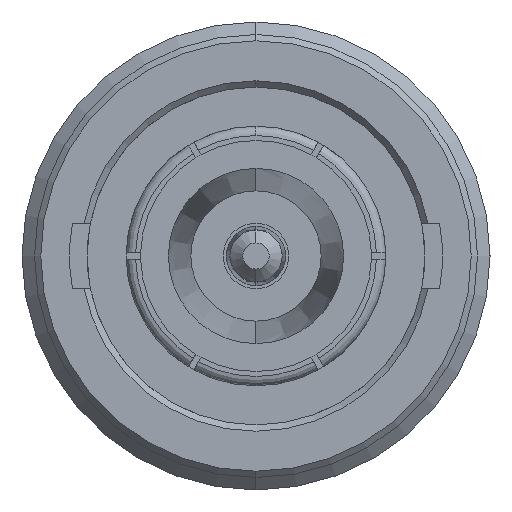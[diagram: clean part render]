
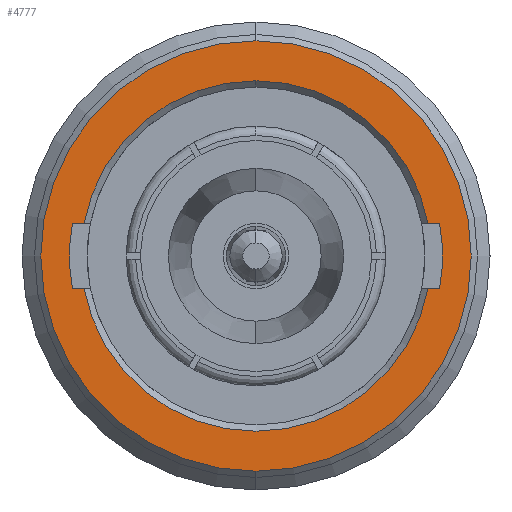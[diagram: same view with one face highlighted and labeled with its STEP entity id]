
A CAD part, left-side view. The second image highlights one B-rep face of the part: STEP entity #4777.
In plain terms, the highlighted face is planar.
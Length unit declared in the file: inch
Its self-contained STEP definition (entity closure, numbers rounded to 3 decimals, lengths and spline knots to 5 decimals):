
#11 = DIRECTION ( 'NONE',  ( 0., 0., 1. ) ) ;
#82 = DIRECTION ( 'NONE',  ( 0., 0., 1. ) ) ;
#290 = AXIS2_PLACEMENT_3D ( 'NONE', #2705, #82, #783 ) ;
#297 = CARTESIAN_POINT ( 'NONE',  ( 0., 0., 0. ) ) ;
#305 = DIRECTION ( 'NONE',  ( 0., 0., -1. ) ) ;
#404 = VERTEX_POINT ( 'NONE', #3130 ) ;
#425 = AXIS2_PLACEMENT_3D ( 'NONE', #3384, #305, #2187 ) ;
#436 = CARTESIAN_POINT ( 'NONE',  ( 0., 0., 0. ) ) ;
#460 = DIRECTION ( 'NONE',  ( 1., 0., 0. ) ) ;
#617 = CARTESIAN_POINT ( 'NONE',  ( -0.0525, -0.27503, 0. ) ) ;
#783 = DIRECTION ( 'NONE',  ( 1., 0., 0. ) ) ;
#860 = VECTOR ( 'NONE', #3697, 39.37008 ) ;
#895 = EDGE_CURVE ( 'NONE', #2309, #1355, #2603, .T. ) ;
#939 = CARTESIAN_POINT ( 'NONE',  ( 0.0525, -0.29334, 0. ) ) ;
#1014 = EDGE_CURVE ( 'NONE', #4546, #3279, #2707, .T. ) ;
#1027 = ORIENTED_EDGE ( 'NONE', *, *, #895, .T. ) ;
#1212 = CARTESIAN_POINT ( 'NONE',  ( -0.0525, 0.29334, 0. ) ) ;
#1234 = EDGE_CURVE ( 'NONE', #2309, #2410, #3484, .T. ) ;
#1310 = DIRECTION ( 'NONE',  ( 0., 0., -1. ) ) ;
#1347 = VECTOR ( 'NONE', #4604, 39.37008 ) ;
#1355 = VERTEX_POINT ( 'NONE', #1649 ) ;
#1371 = LINE ( 'NONE', #939, #4411 ) ;
#1463 = CARTESIAN_POINT ( 'NONE',  ( 0.0525, -0.29334, 0. ) ) ;
#1517 = EDGE_CURVE ( 'NONE', #2185, #2983, #4882, .T. ) ;
#1544 = FACE_OUTER_BOUND ( 'NONE', #2160, .T. ) ;
#1547 = ORIENTED_EDGE ( 'NONE', *, *, #1014, .T. ) ;
#1569 = VERTEX_POINT ( 'NONE', #1212 ) ;
#1613 = CARTESIAN_POINT ( 'NONE',  ( 0.28, 0., 0. ) ) ;
#1645 = EDGE_LOOP ( 'NONE', ( #4302, #1547, #3994, #1732, #2355, #1935, #1027, #4061, #2336 ) ) ;
#1649 = CARTESIAN_POINT ( 'NONE',  ( -0.0525, 0.27503, 0. ) ) ;
#1655 = AXIS2_PLACEMENT_3D ( 'NONE', #3591, #1310, #3207 ) ;
#1732 = ORIENTED_EDGE ( 'NONE', *, *, #2879, .F. ) ;
#1760 = LINE ( 'NONE', #4740, #860 ) ;
#1819 = CARTESIAN_POINT ( 'NONE',  ( 0., 0., 0. ) ) ;
#1870 = DIRECTION ( 'NONE',  ( 1., 0., 0. ) ) ;
#1910 = AXIS2_PLACEMENT_3D ( 'NONE', #436, #4717, #460 ) ;
#1915 = CARTESIAN_POINT ( 'NONE',  ( -0.344, 0., 0. ) ) ;
#1935 = ORIENTED_EDGE ( 'NONE', *, *, #1234, .F. ) ;
#1946 = CARTESIAN_POINT ( 'NONE',  ( 0., 0., 0. ) ) ;
#2052 = VERTEX_POINT ( 'NONE', #2825 ) ;
#2064 = EDGE_CURVE ( 'NONE', #1569, #1355, #1760, .T. ) ;
#2102 = CARTESIAN_POINT ( 'NONE',  ( 0.0525, 0.27503, 0. ) ) ;
#2160 = EDGE_LOOP ( 'NONE', ( #2870, #3530 ) ) ;
#2185 = VERTEX_POINT ( 'NONE', #3995 ) ;
#2187 = DIRECTION ( 'NONE',  ( 1., 0., 0. ) ) ;
#2256 = DIRECTION ( 'NONE',  ( 1., 0., 0. ) ) ;
#2309 = VERTEX_POINT ( 'NONE', #617 ) ;
#2314 = EDGE_CURVE ( 'NONE', #4546, #2052, #1371, .T. ) ;
#2333 = FACE_BOUND ( 'NONE', #1645, .T. ) ;
#2336 = ORIENTED_EDGE ( 'NONE', *, *, #3245, .F. ) ;
#2355 = ORIENTED_EDGE ( 'NONE', *, *, #2470, .F. ) ;
#2403 = CIRCLE ( 'NONE', #3129, 0.298 ) ;
#2410 = VERTEX_POINT ( 'NONE', #2864 ) ;
#2470 = EDGE_CURVE ( 'NONE', #2410, #404, #2403, .T. ) ;
#2559 = CARTESIAN_POINT ( 'NONE',  ( 0., 0., 0. ) ) ;
#2603 = CIRCLE ( 'NONE', #425, 0.28 ) ;
#2657 = DIRECTION ( 'NONE',  ( 0., 0., 1. ) ) ;
#2705 = CARTESIAN_POINT ( 'NONE',  ( 0., 0., 0. ) ) ;
#2707 = CIRCLE ( 'NONE', #1655, 0.28 ) ;
#2814 = EDGE_CURVE ( 'NONE', #2983, #2185, #4496, .T. ) ;
#2825 = CARTESIAN_POINT ( 'NONE',  ( 0.0525, 0.29334, 0. ) ) ;
#2864 = CARTESIAN_POINT ( 'NONE',  ( -0.0525, -0.29334, 0. ) ) ;
#2870 = ORIENTED_EDGE ( 'NONE', *, *, #2814, .T. ) ;
#2879 = EDGE_CURVE ( 'NONE', #404, #3737, #3778, .T. ) ;
#2983 = VERTEX_POINT ( 'NONE', #1915 ) ;
#3085 = EDGE_CURVE ( 'NONE', #3279, #3737, #4946, .T. ) ;
#3129 = AXIS2_PLACEMENT_3D ( 'NONE', #297, #2657, #3351 ) ;
#3130 = CARTESIAN_POINT ( 'NONE',  ( 0.0525, -0.29334, 0. ) ) ;
#3207 = DIRECTION ( 'NONE',  ( 1., 0., 0. ) ) ;
#3242 = DIRECTION ( 'NONE',  ( 0., 1., 0. ) ) ;
#3245 = EDGE_CURVE ( 'NONE', #2052, #1569, #4785, .T. ) ;
#3279 = VERTEX_POINT ( 'NONE', #1613 ) ;
#3351 = DIRECTION ( 'NONE',  ( 1., 0., 0. ) ) ;
#3384 = CARTESIAN_POINT ( 'NONE',  ( 0., 0., 0. ) ) ;
#3420 = DIRECTION ( 'NONE',  ( 0., 0., 1. ) ) ;
#3430 = PLANE ( 'NONE',  #4535 ) ;
#3484 = LINE ( 'NONE', #4211, #1347 ) ;
#3508 = AXIS2_PLACEMENT_3D ( 'NONE', #2559, #3801, #1870 ) ;
#3530 = ORIENTED_EDGE ( 'NONE', *, *, #1517, .T. ) ;
#3591 = CARTESIAN_POINT ( 'NONE',  ( 0., 0., 0. ) ) ;
#3697 = DIRECTION ( 'NONE',  ( 0., -1., 0. ) ) ;
#3737 = VERTEX_POINT ( 'NONE', #4682 ) ;
#3778 = LINE ( 'NONE', #1463, #4025 ) ;
#3801 = DIRECTION ( 'NONE',  ( 0., 0., -1. ) ) ;
#3994 = ORIENTED_EDGE ( 'NONE', *, *, #3085, .T. ) ;
#3995 = CARTESIAN_POINT ( 'NONE',  ( 0.344, 0., 0. ) ) ;
#4025 = VECTOR ( 'NONE', #4269, 39.37008 ) ;
#4061 = ORIENTED_EDGE ( 'NONE', *, *, #2064, .F. ) ;
#4211 = CARTESIAN_POINT ( 'NONE',  ( -0.0525, -0.29334, 0. ) ) ;
#4269 = DIRECTION ( 'NONE',  ( 0., 1., 0. ) ) ;
#4302 = ORIENTED_EDGE ( 'NONE', *, *, #2314, .F. ) ;
#4411 = VECTOR ( 'NONE', #3242, 39.37008 ) ;
#4496 = CIRCLE ( 'NONE', #4982, 0.344 ) ;
#4535 = AXIS2_PLACEMENT_3D ( 'NONE', #1946, #11, #2256 ) ;
#4546 = VERTEX_POINT ( 'NONE', #2102 ) ;
#4604 = DIRECTION ( 'NONE',  ( 0., -1., 0. ) ) ;
#4682 = CARTESIAN_POINT ( 'NONE',  ( 0.0525, -0.27503, 0. ) ) ;
#4717 = DIRECTION ( 'NONE',  ( 0., 0., 1. ) ) ;
#4740 = CARTESIAN_POINT ( 'NONE',  ( -0.0525, -0.29334, 0. ) ) ;
#4777 = ADVANCED_FACE ( 'NONE', ( #2333, #1544 ), #3430, .T. ) ;
#4785 = CIRCLE ( 'NONE', #290, 0.298 ) ;
#4882 = CIRCLE ( 'NONE', #1910, 0.344 ) ;
#4944 = DIRECTION ( 'NONE',  ( 1., 0., 0. ) ) ;
#4946 = CIRCLE ( 'NONE', #3508, 0.28 ) ;
#4982 = AXIS2_PLACEMENT_3D ( 'NONE', #1819, #3420, #4944 ) ;
